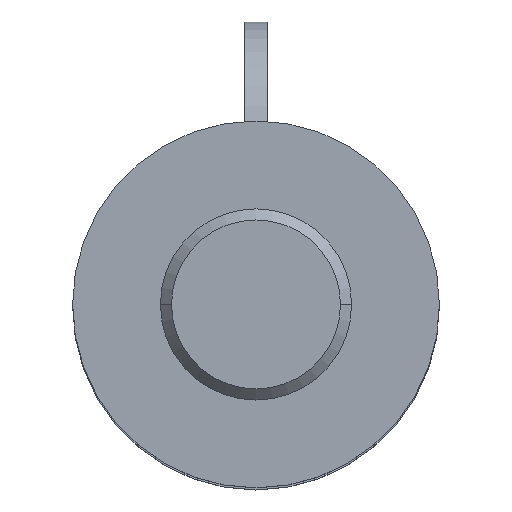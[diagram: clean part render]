
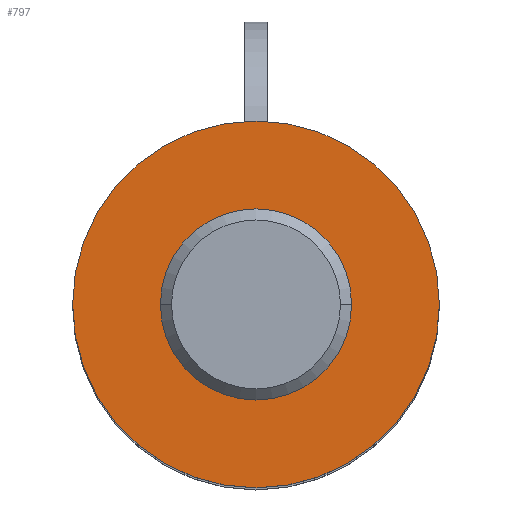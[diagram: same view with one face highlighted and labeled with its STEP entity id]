
A CAD part, top view. The second image highlights one B-rep face of the part: STEP entity #797.
In plain terms, the highlighted planar face has unit normal (0, 0, 1).
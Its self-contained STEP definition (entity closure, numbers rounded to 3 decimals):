
#41 = PLANE ( 'NONE',  #543 ) ;
#47 = FACE_BOUND ( 'NONE', #150, .T. ) ;
#55 = CARTESIAN_POINT ( 'NONE',  ( -82.5, 0., -5. ) ) ;
#81 = CIRCLE ( 'NONE', #851, 43. ) ;
#87 = ORIENTED_EDGE ( 'NONE', *, *, #693, .F. ) ;
#150 = EDGE_LOOP ( 'NONE', ( #645, #924 ) ) ;
#229 = CARTESIAN_POINT ( 'NONE',  ( 0., 0., -5. ) ) ;
#270 = DIRECTION ( 'NONE',  ( 0., 0., -1. ) ) ;
#289 = AXIS2_PLACEMENT_3D ( 'NONE', #229, #534, #305 ) ;
#296 = DIRECTION ( 'NONE',  ( -1., 0., 0. ) ) ;
#305 = DIRECTION ( 'NONE',  ( -1., 0., 0. ) ) ;
#318 = DIRECTION ( 'NONE',  ( 0., 0., -1. ) ) ;
#345 = DIRECTION ( 'NONE',  ( 0., 0., -1. ) ) ;
#395 = CIRCLE ( 'NONE', #404, 43. ) ;
#404 = AXIS2_PLACEMENT_3D ( 'NONE', #424, #345, #736 ) ;
#412 = VERTEX_POINT ( 'NONE', #493 ) ;
#419 = DIRECTION ( 'NONE',  ( -1., 0., 0. ) ) ;
#424 = CARTESIAN_POINT ( 'NONE',  ( 0., 0., -5. ) ) ;
#456 = VERTEX_POINT ( 'NONE', #496 ) ;
#493 = CARTESIAN_POINT ( 'NONE',  ( 82.5, 0., -5. ) ) ;
#496 = CARTESIAN_POINT ( 'NONE',  ( -43., 0., -5. ) ) ;
#534 = DIRECTION ( 'NONE',  ( 0., 0., -1. ) ) ;
#543 = AXIS2_PLACEMENT_3D ( 'NONE', #940, #270, #419 ) ;
#547 = DIRECTION ( 'NONE',  ( -1., 0., 0. ) ) ;
#554 = VERTEX_POINT ( 'NONE', #55 ) ;
#570 = FACE_OUTER_BOUND ( 'NONE', #814, .T. ) ;
#590 = EDGE_CURVE ( 'Defeatured_0_3+Defeatured_0_5+Defeatured_0_5+Defeatured_0_5', #412, #554, #623, .T. ) ;
#623 = CIRCLE ( 'NONE', #690, 82.5 ) ;
#645 = ORIENTED_EDGE ( 'NONE', *, *, #728, .T. ) ;
#650 = CIRCLE ( 'NONE', #289, 82.5 ) ;
#663 = ORIENTED_EDGE ( 'NONE', *, *, #590, .F. ) ;
#676 = VERTEX_POINT ( 'NONE', #900 ) ;
#690 = AXIS2_PLACEMENT_3D ( 'NONE', #817, #891, #296 ) ;
#693 = EDGE_CURVE ( 'Defeatured_0_3+Defeatured_0_5+Defeatured_0_5+Defeatured_0_5', #554, #412, #650, .T. ) ;
#728 = EDGE_CURVE ( 'Defeatured_0_5+Defeatured_0_6+Defeatured_0_6+Defeatured_0_6', #456, #676, #81, .T. ) ;
#736 = DIRECTION ( 'NONE',  ( -1., 0., 0. ) ) ;
#797 = ADVANCED_FACE ( 'Defeatured_0_5', ( #570, #47 ), #41, .F. ) ;
#814 = EDGE_LOOP ( 'NONE', ( #663, #87 ) ) ;
#817 = CARTESIAN_POINT ( 'NONE',  ( 0., 0., -5. ) ) ;
#841 = EDGE_CURVE ( 'Defeatured_0_5+Defeatured_0_6+Defeatured_0_6+Defeatured_0_6', #676, #456, #395, .T. ) ;
#851 = AXIS2_PLACEMENT_3D ( 'NONE', #993, #318, #547 ) ;
#891 = DIRECTION ( 'NONE',  ( 0., 0., -1. ) ) ;
#900 = CARTESIAN_POINT ( 'NONE',  ( 43., 0., -5. ) ) ;
#924 = ORIENTED_EDGE ( 'NONE', *, *, #841, .T. ) ;
#940 = CARTESIAN_POINT ( 'NONE',  ( 0., 43., -5. ) ) ;
#993 = CARTESIAN_POINT ( 'NONE',  ( 0., 0., -5. ) ) ;
